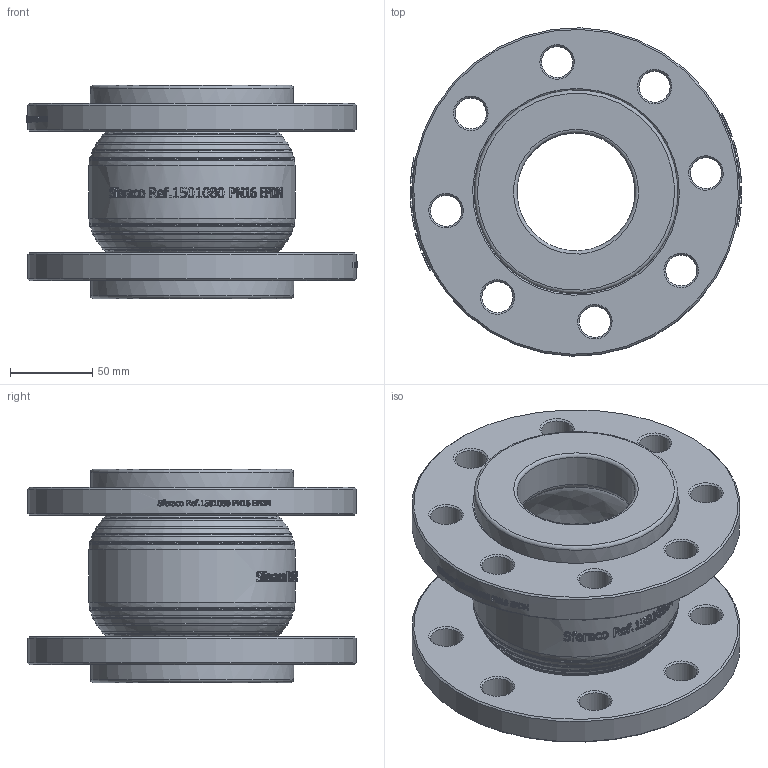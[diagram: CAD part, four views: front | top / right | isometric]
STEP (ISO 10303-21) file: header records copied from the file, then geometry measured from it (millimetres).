
FILE_DESCRIPTION(/* description */ ('1501080'),/* implementation_level */ '2;1');
FILE_NAME(/* name */ '1501080.stp',/* time_stamp */ '2014-09-25T14:03:25+02:00',/* author */ ('JM'),/* organization */ ('Sferaco'),/* preprocessor_version */ 'ST-DEVELOPER v15.6',/* originating_system */ 'Autodesk Inventor 2015',/* authorisation */ '');
FILE_SCHEMA (('AUTOMOTIVE_DESIGN { 1 0 10303 214 3 1 1 }'));
Products named in the file (1): 1501080_bd
Bounding box: 202 x 199.91 x 130 mm (x, y, z)
Volume: 1275326.4 mm3; surface area: 215214.6 mm2
Topology: 1 solids, 3 shells, 1401 faces, 3767 edges, 2508 vertices
Faces by surface type: bspline 677, plane 513, cylinder 145, cone 40, torus 26
Full cylindrical faces by diameter (mm): 19 x16, 72 x2, 124 x4, 126 x1, 200 x2
Entity records: 61627 total; most frequent: CARTESIAN_POINT 29503, ORIENTED_EDGE 7296, DIRECTION 4452, EDGE_CURVE 3648, VERTEX_POINT 2482, EDGE_LOOP 1668, LINE 1626, VECTOR 1626
